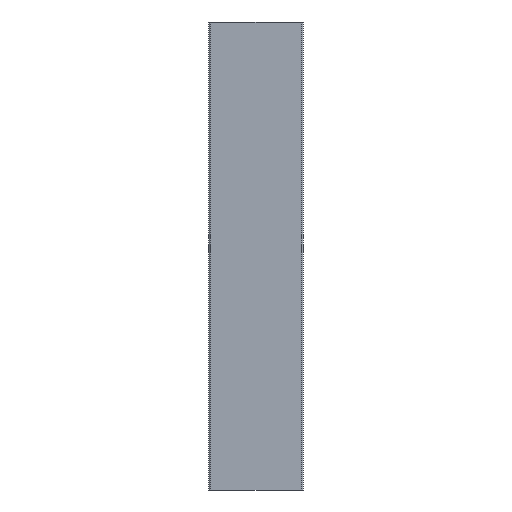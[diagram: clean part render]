
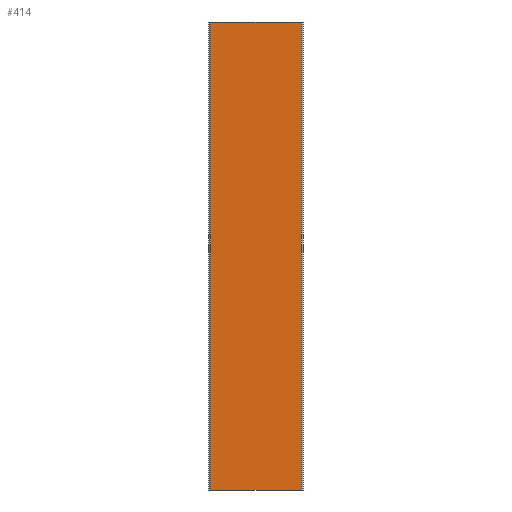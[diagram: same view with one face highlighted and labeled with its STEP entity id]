
A CAD part, left-side view. The second image highlights one B-rep face of the part: STEP entity #414.
In plain terms, the highlighted planar face has unit normal (-1, 0, 0).
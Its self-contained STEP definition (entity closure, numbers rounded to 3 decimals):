
#21=PLANE('',#464);
#40=FACE_OUTER_BOUND('',#62,.T.);
#62=EDGE_LOOP('',(#323,#324,#325,#326));
#96=LINE('',#686,#136);
#97=LINE('',#689,#137);
#98=LINE('',#691,#138);
#99=LINE('',#692,#139);
#136=VECTOR('',#560,10.);
#137=VECTOR('',#563,10.);
#138=VECTOR('',#564,10.);
#139=VECTOR('',#565,10.);
#197=VERTEX_POINT('',#682);
#198=VERTEX_POINT('',#684);
#199=VERTEX_POINT('',#688);
#200=VERTEX_POINT('',#690);
#250=EDGE_CURVE('',#197,#198,#96,.T.);
#251=EDGE_CURVE('',#197,#199,#97,.T.);
#252=EDGE_CURVE('',#200,#198,#98,.T.);
#253=EDGE_CURVE('',#199,#200,#99,.T.);
#323=ORIENTED_EDGE('',*,*,#251,.F.);
#324=ORIENTED_EDGE('',*,*,#250,.T.);
#325=ORIENTED_EDGE('',*,*,#252,.F.);
#326=ORIENTED_EDGE('',*,*,#253,.F.);
#414=ADVANCED_FACE('',(#40),#21,.T.);
#464=AXIS2_PLACEMENT_3D('',#687,#561,#562);
#560=DIRECTION('',(0.,0.,1.));
#561=DIRECTION('center_axis',(-1.,0.,0.));
#562=DIRECTION('ref_axis',(0.,-1.,0.));
#563=DIRECTION('',(0.,1.,0.));
#564=DIRECTION('',(0.,-1.,0.));
#565=DIRECTION('',(0.,0.,1.));
#682=CARTESIAN_POINT('',(-49.4,-96.75,0.));
#684=CARTESIAN_POINT('',(-49.4,-96.75,1000.));
#686=CARTESIAN_POINT('',(-49.4,-96.75,0.));
#687=CARTESIAN_POINT('Origin',(-49.4,96.75,0.));
#688=CARTESIAN_POINT('',(-49.4,96.75,0.));
#689=CARTESIAN_POINT('',(-49.4,-96.75,0.));
#690=CARTESIAN_POINT('',(-49.4,96.75,1000.));
#691=CARTESIAN_POINT('',(-49.4,-96.75,1000.));
#692=CARTESIAN_POINT('',(-49.4,96.75,0.));
